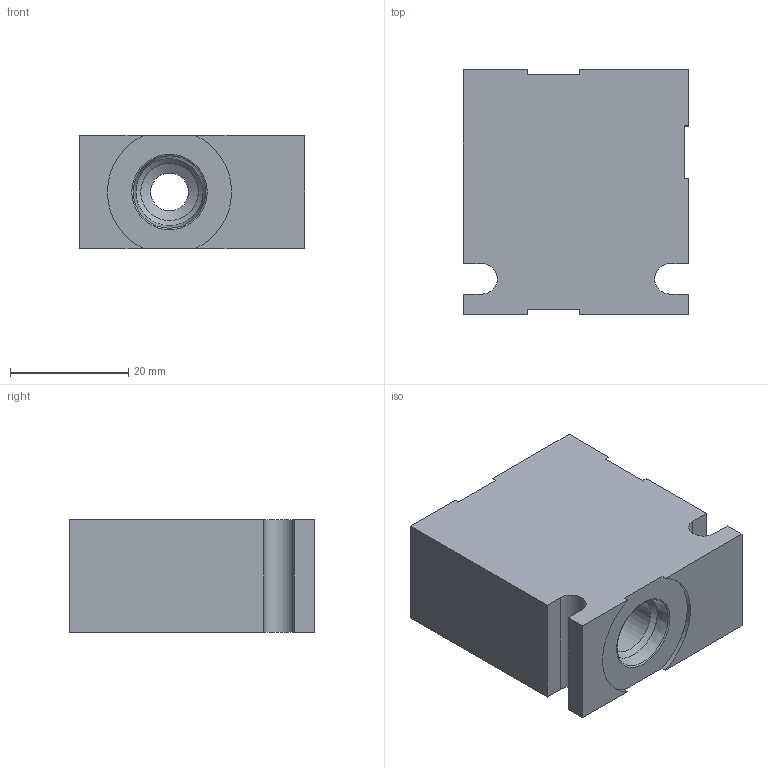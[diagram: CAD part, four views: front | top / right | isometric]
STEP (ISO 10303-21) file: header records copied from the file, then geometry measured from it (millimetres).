
FILE_DESCRIPTION((''),'2;1');
FILE_NAME('4-2-4T.stp','2015-06-04T13:43:47',('jml'),(''),'Autodesk Inventor 2010','Autodesk Inventor 2010','');
FILE_SCHEMA(('AUTOMOTIVE_DESIGN { 1 0 10303 214 1 1 1 1 }'));
Length unit declared in the file: inch
Products named in the file (1): 300225-4T
Bounding box: 38.1 x 41.4 x 19.05 mm (x, y, z)
Volume: 24147.9 mm3; surface area: 7933.3 mm2
Topology: 1 solids, 1 shells, 47 faces, 117 edges, 76 vertices
Faces by surface type: plane 20, bspline 12, cone 7, cylinder 6, torus 2
Entity records: 1477 total; most frequent: CARTESIAN_POINT 432, DIRECTION 204, ORIENTED_EDGE 190, EDGE_CURVE 95, AXIS2_PLACEMENT_3D 74, EDGE_LOOP 72, VERTEX_POINT 71, VECTOR 56
